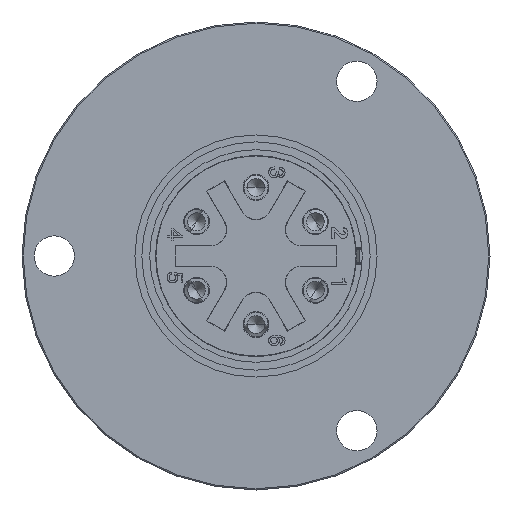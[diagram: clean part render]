
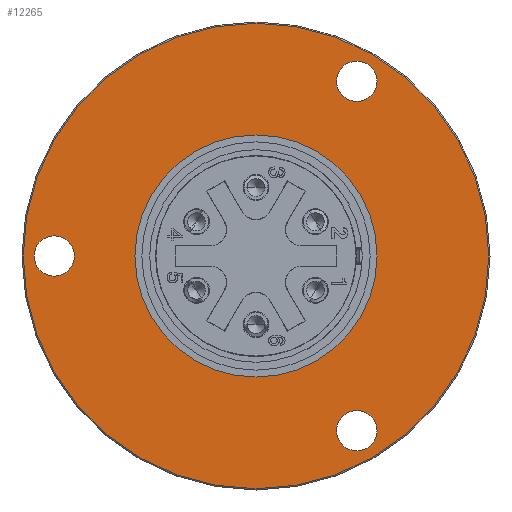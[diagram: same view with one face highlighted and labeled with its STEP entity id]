
A CAD part, front view. The second image highlights one B-rep face of the part: STEP entity #12265.
In plain terms, the highlighted planar face has unit normal (0, -1, 0).
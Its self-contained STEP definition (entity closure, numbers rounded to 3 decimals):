
#133=CARTESIAN_POINT('',(0.,-4.8,0.));
#134=DIRECTION('',(0.,1.,0.));
#135=DIRECTION('',(-0.866,0.,-0.5));
#136=AXIS2_PLACEMENT_3D('',#133,#134,#135);
#138=CARTESIAN_POINT('',(0.,-4.8,0.));
#139=DIRECTION('',(0.,1.,0.));
#140=DIRECTION('',(0.866,0.,0.5));
#141=AXIS2_PLACEMENT_3D('',#138,#139,#140);
#143=CARTESIAN_POINT('',(12.5,-4.8,21.651));
#144=DIRECTION('',(0.,1.,0.));
#145=DIRECTION('',(-0.866,0.,-0.5));
#146=AXIS2_PLACEMENT_3D('',#143,#144,#145);
#148=CARTESIAN_POINT('',(12.5,-4.8,21.651));
#149=DIRECTION('',(0.,1.,0.));
#150=DIRECTION('',(0.866,0.,0.5));
#151=AXIS2_PLACEMENT_3D('',#148,#149,#150);
#153=CARTESIAN_POINT('',(-25.,-4.8,0.));
#154=DIRECTION('',(0.,1.,0.));
#155=DIRECTION('',(-0.866,0.,-0.5));
#156=AXIS2_PLACEMENT_3D('',#153,#154,#155);
#158=CARTESIAN_POINT('',(-25.,-4.8,0.));
#159=DIRECTION('',(0.,1.,0.));
#160=DIRECTION('',(0.866,0.,0.5));
#161=AXIS2_PLACEMENT_3D('',#158,#159,#160);
#163=CARTESIAN_POINT('',(12.5,-4.8,-21.651));
#164=DIRECTION('',(0.,1.,0.));
#165=DIRECTION('',(-0.866,0.,-0.5));
#166=AXIS2_PLACEMENT_3D('',#163,#164,#165);
#168=CARTESIAN_POINT('',(12.5,-4.8,-21.651));
#169=DIRECTION('',(0.,1.,0.));
#170=DIRECTION('',(0.866,0.,0.5));
#171=AXIS2_PLACEMENT_3D('',#168,#169,#170);
#309=CARTESIAN_POINT('',(0.,-4.8,0.));
#310=DIRECTION('',(0.,1.,0.));
#311=DIRECTION('',(1.,0.,0.));
#312=AXIS2_PLACEMENT_3D('',#309,#310,#311);
#319=CARTESIAN_POINT('',(0.,-4.8,0.));
#320=DIRECTION('',(0.,1.,0.));
#321=DIRECTION('',(-1.,0.,0.));
#322=AXIS2_PLACEMENT_3D('',#319,#320,#321);
#11942=CARTESIAN_POINT('',(-24.985,-4.8,-14.425));
#11943=CARTESIAN_POINT('',(24.985,-4.8,14.425));
#11944=VERTEX_POINT('',#11942);
#11945=VERTEX_POINT('',#11943);
#11950=CARTESIAN_POINT('',(10.335,-4.8,20.401));
#11951=CARTESIAN_POINT('',(14.665,-4.8,22.901));
#11952=VERTEX_POINT('',#11950);
#11953=VERTEX_POINT('',#11951);
#11954=CARTESIAN_POINT('',(-27.165,-4.8,-1.25));
#11955=CARTESIAN_POINT('',(-22.835,-4.8,1.25));
#11956=VERTEX_POINT('',#11954);
#11957=VERTEX_POINT('',#11955);
#11958=CARTESIAN_POINT('',(10.335,-4.8,-22.901));
#11959=CARTESIAN_POINT('',(14.665,-4.8,-20.401));
#11960=VERTEX_POINT('',#11958);
#11961=VERTEX_POINT('',#11959);
#11962=CARTESIAN_POINT('',(15.,-4.8,0.));
#11963=CARTESIAN_POINT('',(-15.,-4.8,0.));
#11964=VERTEX_POINT('',#11962);
#11965=VERTEX_POINT('',#11963);
#12231=CARTESIAN_POINT('',(0.,-4.8,0.));
#12232=DIRECTION('',(0.,1.,0.));
#12233=DIRECTION('',(-0.866,0.,-0.5));
#12234=AXIS2_PLACEMENT_3D('',#12231,#12232,#12233);
#12235=PLANE('',#12234);
#12236=ORIENTED_EDGE('',*,*,#12214,.T.);
#12238=ORIENTED_EDGE('',*,*,#12237,.T.);
#12239=EDGE_LOOP('',(#12236,#12238));
#12240=FACE_OUTER_BOUND('',#12239,.F.);
#12242=ORIENTED_EDGE('',*,*,#12241,.F.);
#12244=ORIENTED_EDGE('',*,*,#12243,.F.);
#12245=EDGE_LOOP('',(#12242,#12244));
#12246=FACE_BOUND('',#12245,.F.);
#12248=ORIENTED_EDGE('',*,*,#12247,.F.);
#12250=ORIENTED_EDGE('',*,*,#12249,.F.);
#12251=EDGE_LOOP('',(#12248,#12250));
#12252=FACE_BOUND('',#12251,.F.);
#12254=ORIENTED_EDGE('',*,*,#12253,.F.);
#12256=ORIENTED_EDGE('',*,*,#12255,.F.);
#12257=EDGE_LOOP('',(#12254,#12256));
#12258=FACE_BOUND('',#12257,.F.);
#12260=ORIENTED_EDGE('',*,*,#12259,.F.);
#12262=ORIENTED_EDGE('',*,*,#12261,.F.);
#12263=EDGE_LOOP('',(#12260,#12262));
#12264=FACE_BOUND('',#12263,.F.);
#137=CIRCLE('',#136,28.85);
#142=CIRCLE('',#141,28.85);
#147=CIRCLE('',#146,2.5);
#152=CIRCLE('',#151,2.5);
#157=CIRCLE('',#156,2.5);
#162=CIRCLE('',#161,2.5);
#167=CIRCLE('',#166,2.5);
#172=CIRCLE('',#171,2.5);
#313=CIRCLE('',#312,15.);
#323=CIRCLE('',#322,15.);
#12214=EDGE_CURVE('',#11944,#11945,#137,.T.);
#12237=EDGE_CURVE('',#11945,#11944,#142,.T.);
#12241=EDGE_CURVE('',#11952,#11953,#147,.T.);
#12243=EDGE_CURVE('',#11953,#11952,#152,.T.);
#12247=EDGE_CURVE('',#11956,#11957,#157,.T.);
#12249=EDGE_CURVE('',#11957,#11956,#162,.T.);
#12253=EDGE_CURVE('',#11960,#11961,#167,.T.);
#12255=EDGE_CURVE('',#11961,#11960,#172,.T.);
#12259=EDGE_CURVE('',#11964,#11965,#313,.T.);
#12261=EDGE_CURVE('',#11965,#11964,#323,.T.);
#12265=ADVANCED_FACE('',(#12240,#12246,#12252,#12258,#12264),#12235,.F.);
